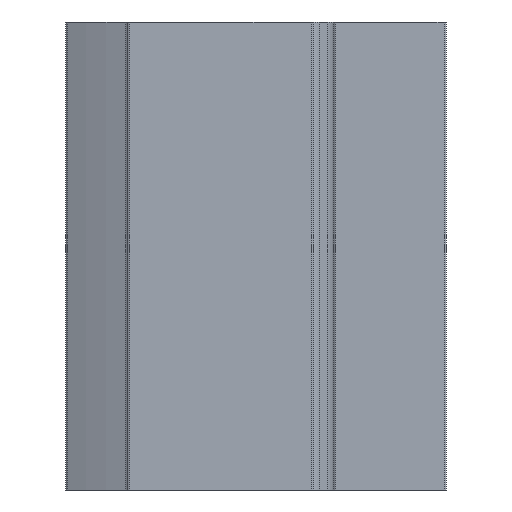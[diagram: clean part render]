
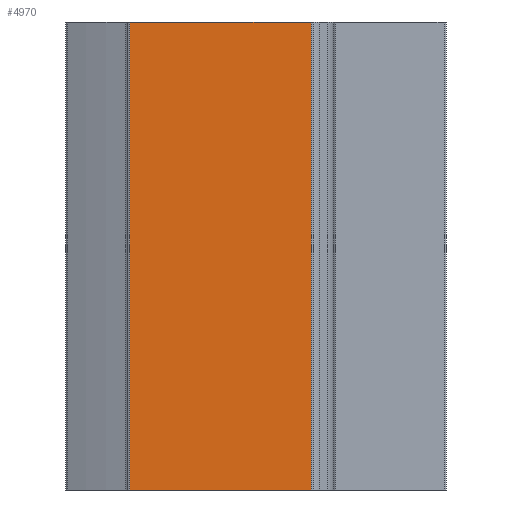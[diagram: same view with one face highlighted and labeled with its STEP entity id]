
A CAD part, front view. The second image highlights one B-rep face of the part: STEP entity #4970.
In plain terms, the highlighted planar face has unit normal (0, -1, 0).
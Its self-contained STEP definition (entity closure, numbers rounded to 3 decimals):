
#179=PLANE('',#5389);
#695=ORIENTED_EDGE('',*,*,#2015,.F.);
#696=ORIENTED_EDGE('',*,*,#2014,.F.);
#697=ORIENTED_EDGE('',*,*,#2016,.T.);
#698=ORIENTED_EDGE('',*,*,#2017,.T.);
#2014=EDGE_CURVE('',#2671,#2670,#3150,.T.);
#2015=EDGE_CURVE('',#2670,#2672,#3151,.T.);
#2016=EDGE_CURVE('',#2671,#2673,#3152,.T.);
#2017=EDGE_CURVE('',#2673,#2672,#3153,.T.);
#2670=VERTEX_POINT('',#7804);
#2671=VERTEX_POINT('',#7806);
#2672=VERTEX_POINT('',#7810);
#2673=VERTEX_POINT('',#7812);
#3150=LINE('',#7807,#3510);
#3151=LINE('',#7809,#3511);
#3152=LINE('',#7811,#3512);
#3153=LINE('',#7813,#3513);
#3510=VECTOR('',#6056,1000.);
#3511=VECTOR('',#6059,1000.);
#3512=VECTOR('',#6060,1000.);
#3513=VECTOR('',#6061,1000.);
#3875=EDGE_LOOP('',(#695,#696,#697,#698));
#4375=FACE_BOUND('',#3875,.T.);
#4970=ADVANCED_FACE('',(#4375),#179,.T.);
#5389=AXIS2_PLACEMENT_3D('',#7808,#6057,#6058);
#6056=DIRECTION('',(0.,0.,1.));
#6057=DIRECTION('',(0.,-1.,0.));
#6058=DIRECTION('',(0.,0.,-1.));
#6059=DIRECTION('',(1.,0.,0.));
#6060=DIRECTION('',(1.,0.,0.));
#6061=DIRECTION('',(0.,0.,1.));
#7804=CARTESIAN_POINT('',(-47.42,0.,0.));
#7806=CARTESIAN_POINT('',(-47.42,0.,-114.5));
#7807=CARTESIAN_POINT('',(-47.42,0.,-114.5));
#7808=CARTESIAN_POINT('',(-47.42,0.,-114.5));
#7809=CARTESIAN_POINT('',(-47.42,0.,0.));
#7810=CARTESIAN_POINT('',(-3.,0.,0.));
#7811=CARTESIAN_POINT('',(-47.42,0.,-114.5));
#7812=CARTESIAN_POINT('',(-3.,0.,-114.5));
#7813=CARTESIAN_POINT('',(-3.,0.,-114.5));
